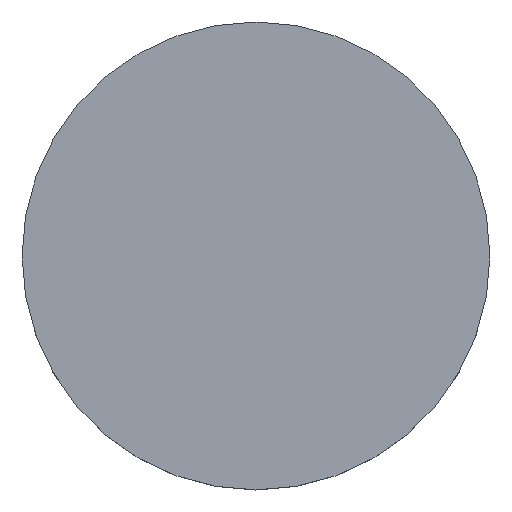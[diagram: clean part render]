
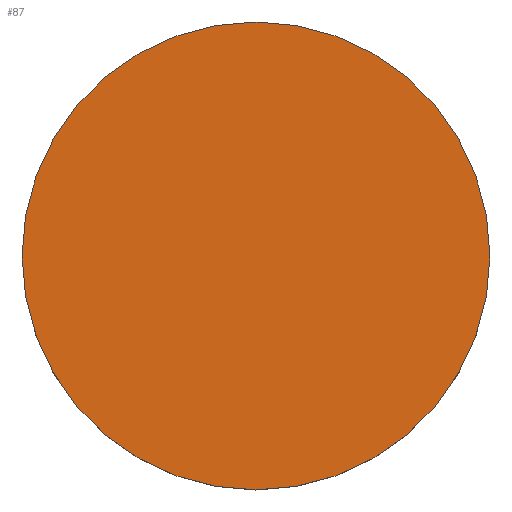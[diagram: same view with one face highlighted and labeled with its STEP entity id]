
A CAD part, top view. The second image highlights one B-rep face of the part: STEP entity #87.
In plain terms, the highlighted planar face has unit normal (0, 0, 1).
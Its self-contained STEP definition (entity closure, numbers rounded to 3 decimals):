
#10 = CARTESIAN_POINT ( 'NONE',  ( 0., 0., 3.1 ) ) ;
#13 = DIRECTION ( 'NONE',  ( 0., 0., -1. ) ) ;
#33 = PLANE ( 'NONE',  #162 ) ;
#46 = CARTESIAN_POINT ( 'NONE',  ( -12.7, 0., 3.1 ) ) ;
#55 = CARTESIAN_POINT ( 'NONE',  ( 0., 26.112, 3.1 ) ) ;
#86 = DIRECTION ( 'NONE',  ( 1., 0., 0. ) ) ;
#87 = ADVANCED_FACE ( 'NONE', ( #174 ), #33, .T. ) ;
#89 = VERTEX_POINT ( 'NONE', #46 ) ;
#110 = CARTESIAN_POINT ( 'NONE',  ( 12.7, 0., 3.1 ) ) ;
#113 = AXIS2_PLACEMENT_3D ( 'NONE', #199, #13, #86 ) ;
#117 = EDGE_CURVE ( 'NONE', #89, #132, #120, .T. ) ;
#120 = CIRCLE ( 'NONE', #193, 12.7 ) ;
#126 = CIRCLE ( 'NONE', #113, 12.7 ) ;
#132 = VERTEX_POINT ( 'NONE', #110 ) ;
#142 = DIRECTION ( 'NONE',  ( 1., 0., 0. ) ) ;
#162 = AXIS2_PLACEMENT_3D ( 'NONE', #55, #231, #142 ) ;
#174 = FACE_OUTER_BOUND ( 'NONE', #209, .T. ) ;
#178 = ORIENTED_EDGE ( 'NONE', *, *, #179, .F. ) ;
#179 = EDGE_CURVE ( 'NONE', #132, #89, #126, .T. ) ;
#184 = DIRECTION ( 'NONE',  ( 0., 0., -1. ) ) ;
#190 = ORIENTED_EDGE ( 'NONE', *, *, #117, .F. ) ;
#193 = AXIS2_PLACEMENT_3D ( 'NONE', #10, #184, #232 ) ;
#199 = CARTESIAN_POINT ( 'NONE',  ( 0., 0., 3.1 ) ) ;
#209 = EDGE_LOOP ( 'NONE', ( #178, #190 ) ) ;
#231 = DIRECTION ( 'NONE',  ( 0., 0., 1. ) ) ;
#232 = DIRECTION ( 'NONE',  ( 1., 0., 0. ) ) ;
